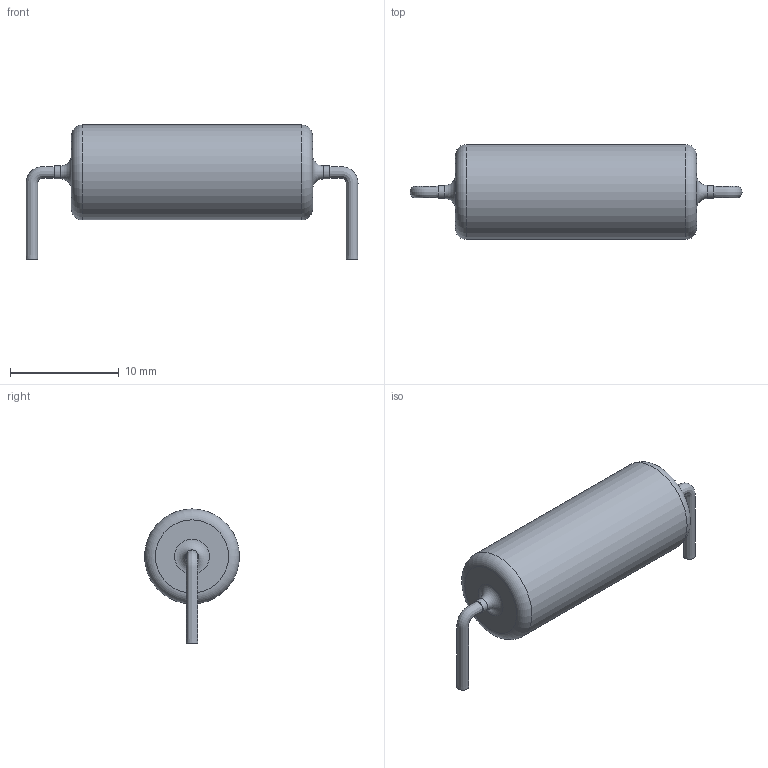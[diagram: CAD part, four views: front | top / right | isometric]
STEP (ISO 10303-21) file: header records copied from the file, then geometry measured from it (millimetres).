
FILE_DESCRIPTION(/* description */ (''),/* implementation_level */ '2;1');
FILE_NAME(/* name */ 'RES_VISHAY_CW005.stp',/* time_stamp */ '2016-02-25T08:59:32+01:00',/* author */ ('riccim'),/* organization */ (''),/* preprocessor_version */ 'ST-DEVELOPER v15.5',/* originating_system */ 'AutoCAD Mechanical',/* authorisation */ '');
FILE_SCHEMA (('AUTOMOTIVE_DESIGN { 1 0 10303 214 3 1 1 }'));
Length unit declared in the file: millimetre
Products named in the file (1): Product
Bounding box: 30.57 x 8.74 x 12.34 mm (x, y, z)
Volume: 1341.4 mm3; surface area: 782.2 mm2
Topology: 3 solids, 3 shells, 17 faces, 24 edges, 15 vertices
Faces by surface type: plane 8, torus 4, cylinder 3, bspline 2
Full cylindrical faces by diameter (mm): 1.2 x2, 8.74 x1
Entity records: 2292 total; most frequent: CARTESIAN_POINT 1987, DIRECTION 58, ORIENTED_EDGE 32, AXIS2_PLACEMENT_3D 29, EDGE_LOOP 26, FACE_OUTER_BOUND 17, ADVANCED_FACE 17, EDGE_CURVE 16
